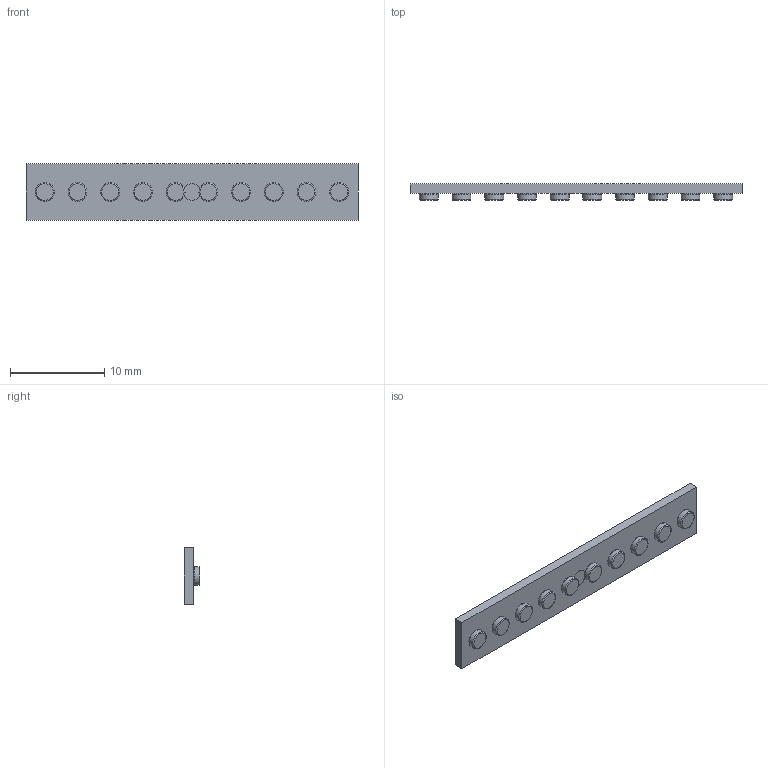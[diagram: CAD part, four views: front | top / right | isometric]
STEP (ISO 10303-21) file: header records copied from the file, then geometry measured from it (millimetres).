
FILE_DESCRIPTION(('TFLEX Exchange Step'),'2;1');
FILE_NAME(' башня 4.stp', '2022-04-03T22:05:44+03:00',('ilya'),('Unknown organisation'),'TFLEX Exchange 2022.0','T-FLEX CAD','Unknown authorisation');
FILE_SCHEMA( ('AUTOMOTIVE_DESIGN { 1 0 10303 214 1 1 1 1 }') );
Length unit declared in the file: millimetre
Products named in the file (2): норм заклепка; декор башня 4
Assembly tree (10 placements, depth 2):
  декор башня 4
    норм заклепка  x10
Bounding box: 35.28 x 1.7 x 6 mm (x, y, z)
Volume: 235.6 mm3; surface area: 617.4 mm2
Topology: 12 solids, 12 shells, 94 faces, 188 edges, 118 vertices
Faces by surface type: torus 44, plane 28, cylinder 22
Entity records: 549 total; most frequent: DIRECTION 92, CARTESIAN_POINT 71, ORIENTED_EDGE 56, AXIS2_PLACEMENT_3D 39, EDGE_CURVE 28, PRODUCT_DEFINITION_SHAPE 21, VERTEX_POINT 18, VECTOR 14
